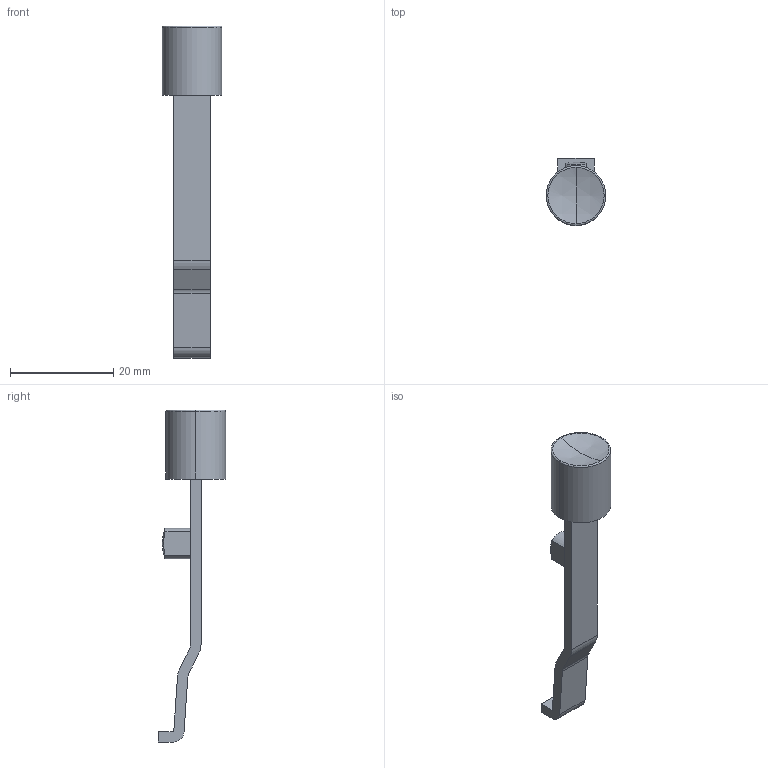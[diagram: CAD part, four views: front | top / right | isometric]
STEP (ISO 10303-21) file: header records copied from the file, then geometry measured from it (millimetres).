
FILE_DESCRIPTION (( 'STEP AP214' ), '1' );
FILE_NAME ('Carriage Retainer Pusher.STEP', '2025-07-06T08:34:28', ( '' ), ( '' ), 'SwSTEP 2.0', 'SolidWorks 2025', '' );
FILE_SCHEMA (( 'AUTOMOTIVE_DESIGN' ));
Length unit declared in the file: millimetre
Products named in the file (1): Carriage Retainer Pusher
Bounding box: 11.6 x 13.1 x 64.4 mm (x, y, z)
Volume: 2246.8 mm3; surface area: 1763 mm2
Topology: 1 solids, 1 shells, 30 faces, 80 edges, 53 vertices
Faces by surface type: plane 14, cylinder 11, sphere 3, torus 2
Entity records: 1036 total; most frequent: DIRECTION 171, CARTESIAN_POINT 159, ORIENTED_EDGE 154, EDGE_CURVE 77, AXIS2_PLACEMENT_3D 63, VERTEX_POINT 51, VECTOR 45, LINE 45
